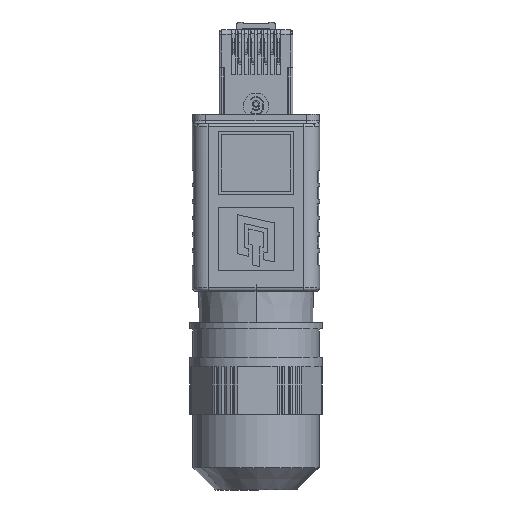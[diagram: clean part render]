
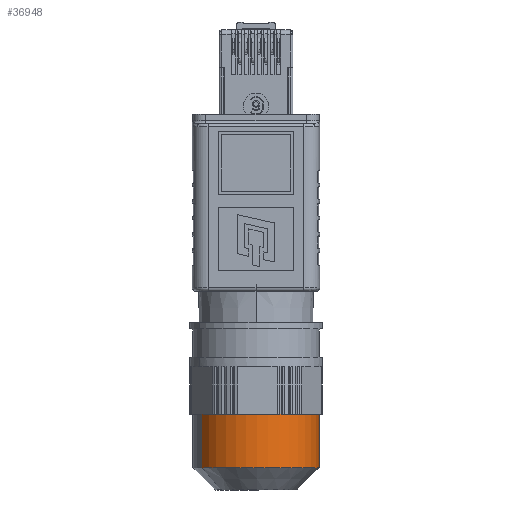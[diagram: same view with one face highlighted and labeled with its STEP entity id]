
A CAD part, front view. The second image highlights one B-rep face of the part: STEP entity #36948.
In plain terms, the highlighted cylindrical face has radius 10 mm (diameter 20 mm), a partial arc.
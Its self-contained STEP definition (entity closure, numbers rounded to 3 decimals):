
#1048 = FACE_OUTER_BOUND ( 'NONE', #49261, .T. ) ;
#2198 = CARTESIAN_POINT ( 'NONE',  ( 0.216, -9.998, -47.3 ) ) ;
#2210 = ORIENTED_EDGE ( 'NONE', *, *, #2531, .T. ) ;
#2531 = EDGE_CURVE ( 'NONE', #63574, #67106, #59752, .T. ) ;
#4319 = AXIS2_PLACEMENT_3D ( 'NONE', #51127, #18901, #56491 ) ;
#8660 = CYLINDRICAL_SURFACE ( 'NONE', #68948, 10. ) ;
#9459 = ORIENTED_EDGE ( 'NONE', *, *, #26507, .T. ) ;
#13303 = EDGE_CURVE ( 'NONE', #40859, #61260, #27979, .T. ) ;
#18429 = CARTESIAN_POINT ( 'NONE',  ( 0., 0., -57.3 ) ) ;
#18901 = DIRECTION ( 'NONE',  ( 0., 0., -1. ) ) ;
#19815 = CARTESIAN_POINT ( 'NONE',  ( 0., 0., -55.8 ) ) ;
#24538 = DIRECTION ( 'NONE',  ( 0., 0., -1. ) ) ;
#25243 = DIRECTION ( 'NONE',  ( -0.855, -0.519, 0. ) ) ;
#26505 = CARTESIAN_POINT ( 'NONE',  ( -8.55, -5.186, -57.3 ) ) ;
#26507 = EDGE_CURVE ( 'NONE', #40859, #58449, #50716, .T. ) ;
#27685 = AXIS2_PLACEMENT_3D ( 'NONE', #56690, #24538, #62116 ) ;
#27979 = CIRCLE ( 'NONE', #50602, 10. ) ;
#28208 = CARTESIAN_POINT ( 'NONE',  ( 0., 0., -47.3 ) ) ;
#29043 = ORIENTED_EDGE ( 'NONE', *, *, #13303, .F. ) ;
#29305 = CIRCLE ( 'NONE', #4319, 10. ) ;
#29311 = ORIENTED_EDGE ( 'NONE', *, *, #42010, .T. ) ;
#31817 = DIRECTION ( 'NONE',  ( 0., 0., 1. ) ) ;
#32553 = VECTOR ( 'NONE', #31817, 1000. ) ;
#33584 = DIRECTION ( 'NONE',  ( -0.855, -0.519, 0. ) ) ;
#36334 = VECTOR ( 'NONE', #69330, 1000. ) ;
#36948 = ADVANCED_FACE ( 'NONE', ( #1048 ), #8660, .T. ) ;
#37005 = CARTESIAN_POINT ( 'NONE',  ( 8.55, 5.186, -55.8 ) ) ;
#37534 = ORIENTED_EDGE ( 'NONE', *, *, #52925, .T. ) ;
#38709 = CARTESIAN_POINT ( 'NONE',  ( 8.55, 5.186, -47.3 ) ) ;
#40568 = CARTESIAN_POINT ( 'NONE',  ( -8.55, -5.186, -55.8 ) ) ;
#40859 = VERTEX_POINT ( 'NONE', #37005 ) ;
#42010 = EDGE_CURVE ( 'NONE', #58449, #63574, #63797, .T. ) ;
#42273 = CARTESIAN_POINT ( 'NONE',  ( 8.55, 5.186, -57.3 ) ) ;
#44665 = ORIENTED_EDGE ( 'NONE', *, *, #62911, .F. ) ;
#45257 = CARTESIAN_POINT ( 'NONE',  ( -8.55, -5.186, -47.3 ) ) ;
#47273 = VERTEX_POINT ( 'NONE', #45257 ) ;
#49261 = EDGE_LOOP ( 'NONE', ( #29043, #9459, #29311, #2210, #37534, #44665 ) ) ;
#50602 = AXIS2_PLACEMENT_3D ( 'NONE', #19815, #57385, #25243 ) ;
#50716 = LINE ( 'NONE', #42273, #36334 ) ;
#51127 = CARTESIAN_POINT ( 'NONE',  ( 0., 0., -47.3 ) ) ;
#52925 = EDGE_CURVE ( 'NONE', #67106, #47273, #29305, .T. ) ;
#53382 = AXIS2_PLACEMENT_3D ( 'NONE', #28208, #65778, #33584 ) ;
#54574 = CARTESIAN_POINT ( 'NONE',  ( 8.766, -4.811, -47.3 ) ) ;
#56050 = DIRECTION ( 'NONE',  ( -0.855, -0.519, 0. ) ) ;
#56491 = DIRECTION ( 'NONE',  ( -0.855, -0.519, 0. ) ) ;
#56690 = CARTESIAN_POINT ( 'NONE',  ( 0., 0., -47.3 ) ) ;
#57385 = DIRECTION ( 'NONE',  ( 0., 0., -1. ) ) ;
#58449 = VERTEX_POINT ( 'NONE', #38709 ) ;
#59752 = CIRCLE ( 'NONE', #27685, 10. ) ;
#61260 = VERTEX_POINT ( 'NONE', #40568 ) ;
#62116 = DIRECTION ( 'NONE',  ( -0.855, -0.519, 0. ) ) ;
#62862 = LINE ( 'NONE', #26505, #32553 ) ;
#62911 = EDGE_CURVE ( 'NONE', #61260, #47273, #62862, .T. ) ;
#63574 = VERTEX_POINT ( 'NONE', #54574 ) ;
#63797 = CIRCLE ( 'NONE', #53382, 10. ) ;
#65778 = DIRECTION ( 'NONE',  ( 0., 0., -1. ) ) ;
#66614 = DIRECTION ( 'NONE',  ( 0., 0., 1. ) ) ;
#67106 = VERTEX_POINT ( 'NONE', #2198 ) ;
#68948 = AXIS2_PLACEMENT_3D ( 'NONE', #18429, #66614, #56050 ) ;
#69330 = DIRECTION ( 'NONE',  ( 0., 0., 1. ) ) ;
